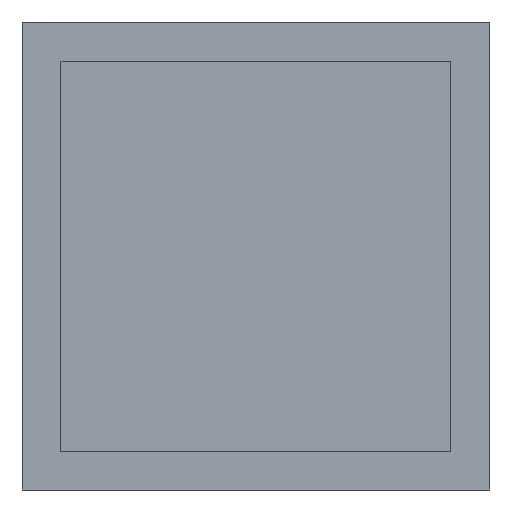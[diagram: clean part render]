
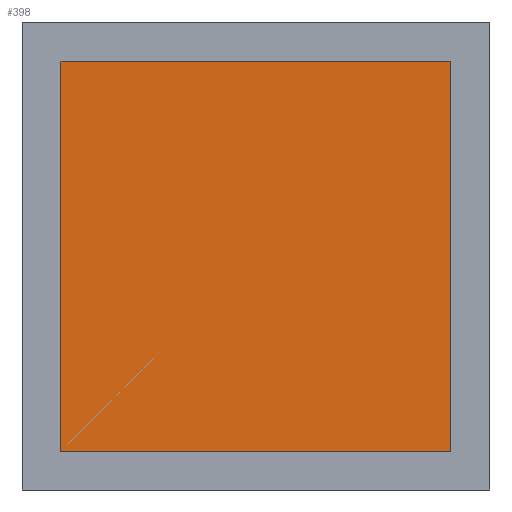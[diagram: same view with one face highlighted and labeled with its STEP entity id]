
A CAD part, front view. The second image highlights one B-rep face of the part: STEP entity #398.
In plain terms, the highlighted free-form (B-spline) face has degree [1, 1] with [2, 2] control points.
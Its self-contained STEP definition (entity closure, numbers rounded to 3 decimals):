
#363=CARTESIAN_POINT('F8',(-212.131,-32.355,
   0.0));
#364=CARTESIAN_POINT('F8',(87.869,-32.355,
   0.0));
#365=CARTESIAN_POINT('F8',(-212.131,-32.355,
   300.));
#366=CARTESIAN_POINT('F8',(87.869,-32.355,
   300.));
#367=QUASI_UNIFORM_SURFACE('F8',1,1,((#363,#365),(#364,#366)),
   .PLANE_SURF.,.F.,.F.,.U.);
#368=CARTESIAN_POINT('V14',(-187.131,-32.355,
   275.));
#369=VERTEX_POINT('V14',#368);
#370=CARTESIAN_POINT('V15',(62.869,-32.355,
   275.));
#371=VERTEX_POINT('V15',#370);
#372=CARTESIAN_POINT('E18',(-187.131,-32.355,
   275.));
#373=CARTESIAN_POINT('E18',(62.869,-32.355,
   275.));
#374=QUASI_UNIFORM_CURVE('E18',1,(#372,#373),.POLYLINE_FORM.,.F.,.U.
   );
#375=EDGE_CURVE('E18',#369,#371,#374,.T.);
#376=ORIENTED_EDGE('E18',*,*,#375,.T.);
#377=CARTESIAN_POINT('V16',(62.869,-32.355,
   25.));
#378=VERTEX_POINT('V16',#377);
#379=CARTESIAN_POINT('E19',(62.869,-32.355,
   275.));
#380=CARTESIAN_POINT('E19',(62.869,-32.355,
   25.));
#381=QUASI_UNIFORM_CURVE('E19',1,(#379,#380),.POLYLINE_FORM.,.F.,.U.
   );
#382=EDGE_CURVE('E19',#371,#378,#381,.T.);
#383=ORIENTED_EDGE('E19',*,*,#382,.T.);
#384=CARTESIAN_POINT('V17',(-187.131,-32.355,
   25.));
#385=VERTEX_POINT('V17',#384);
#386=CARTESIAN_POINT('E20',(62.869,-32.355,
   25.));
#387=CARTESIAN_POINT('E20',(-187.131,-32.355,
   25.));
#388=QUASI_UNIFORM_CURVE('E20',1,(#386,#387),.POLYLINE_FORM.,.F.,.U.
   );
#389=EDGE_CURVE('E20',#378,#385,#388,.T.);
#390=ORIENTED_EDGE('E20',*,*,#389,.T.);
#391=CARTESIAN_POINT('E21',(-187.131,-32.355,
   25.));
#392=CARTESIAN_POINT('E21',(-187.131,-32.355,
   275.));
#393=QUASI_UNIFORM_CURVE('E21',1,(#391,#392),.POLYLINE_FORM.,.F.,.U.
   );
#394=EDGE_CURVE('E21',#385,#369,#393,.T.);
#395=ORIENTED_EDGE('E21',*,*,#394,.T.);
#396=EDGE_LOOP('F8',(#376,#383,#390,#395));
#397=FACE_OUTER_BOUND('F8',#396,.F.);
#398=ADVANCED_FACE('F8',(#397),#367,.T.);
